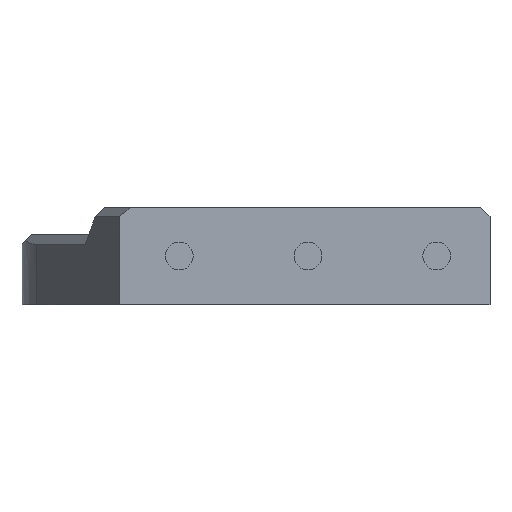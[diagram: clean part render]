
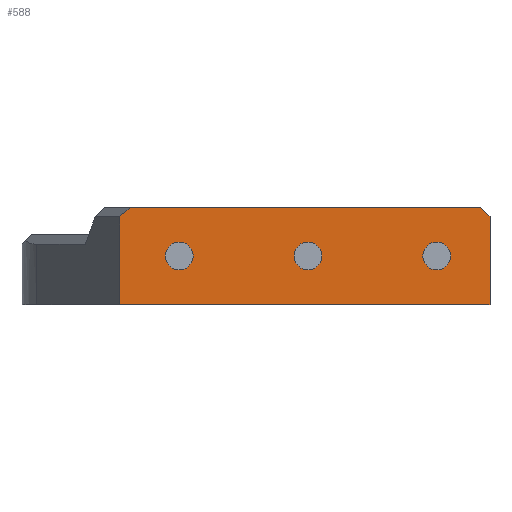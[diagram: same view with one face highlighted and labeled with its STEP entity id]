
A CAD part, front view. The second image highlights one B-rep face of the part: STEP entity #588.
In plain terms, the highlighted planar face has unit normal (0, -1, 0).
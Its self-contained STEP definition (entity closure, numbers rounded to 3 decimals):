
#3 = EDGE_CURVE ( 'NONE', #394, #866, #34, .T. ) ;
#13 = ORIENTED_EDGE ( 'NONE', *, *, #109, .T. ) ;
#14 = CARTESIAN_POINT ( 'NONE',  ( 23.813, 0., 10. ) ) ;
#33 = CARTESIAN_POINT ( 'NONE',  ( 19.36, 0., 5. ) ) ;
#34 = LINE ( 'NONE', #509, #646 ) ;
#44 = VERTEX_POINT ( 'NONE', #402 ) ;
#60 = ORIENTED_EDGE ( 'NONE', *, *, #1037, .F. ) ;
#83 = DIRECTION ( 'NONE',  ( 1., 0., 0. ) ) ;
#87 = DIRECTION ( 'NONE',  ( 0., 0., -1. ) ) ;
#109 = EDGE_CURVE ( 'NONE', #1106, #311, #631, .T. ) ;
#122 = VERTEX_POINT ( 'NONE', #1199 ) ;
#123 = VECTOR ( 'NONE', #87, 1000. ) ;
#129 = CARTESIAN_POINT ( 'NONE',  ( 28.287, 0., 0. ) ) ;
#157 = EDGE_CURVE ( 'NONE', #226, #1353, #615, .T. ) ;
#170 = EDGE_CURVE ( 'NONE', #866, #708, #432, .T. ) ;
#175 = VECTOR ( 'NONE', #1520, 1000. ) ;
#210 = FACE_BOUND ( 'NONE', #1398, .T. ) ;
#221 = CIRCLE ( 'NONE', #711, 1.425 ) ;
#226 = VERTEX_POINT ( 'NONE', #1447 ) ;
#244 = AXIS2_PLACEMENT_3D ( 'NONE', #33, #1443, #630 ) ;
#245 = CIRCLE ( 'NONE', #645, 1.425 ) ;
#257 = CARTESIAN_POINT ( 'NONE',  ( 28.287, 0., 10. ) ) ;
#289 = ORIENTED_EDGE ( 'NONE', *, *, #1200, .F. ) ;
#311 = VERTEX_POINT ( 'NONE', #14 ) ;
#314 = CARTESIAN_POINT ( 'NONE',  ( -13.089, 0., 9. ) ) ;
#320 = VECTOR ( 'NONE', #428, 1000. ) ;
#323 = VECTOR ( 'NONE', #838, 1000. ) ;
#326 = CARTESIAN_POINT ( 'NONE',  ( -7., 0., 5. ) ) ;
#327 = DIRECTION ( 'NONE',  ( 0., -1., 0. ) ) ;
#349 = CARTESIAN_POINT ( 'NONE',  ( 28.287, 0., 10. ) ) ;
#369 = CIRCLE ( 'NONE', #244, 1.425 ) ;
#379 = DIRECTION ( 'NONE',  ( 1., 0., 0. ) ) ;
#386 = LINE ( 'NONE', #257, #948 ) ;
#394 = VERTEX_POINT ( 'NONE', #916 ) ;
#402 = CARTESIAN_POINT ( 'NONE',  ( 24.813, 0., 0. ) ) ;
#427 = AXIS2_PLACEMENT_3D ( 'NONE', #326, #800, #1061 ) ;
#428 = DIRECTION ( 'NONE',  ( 0., 0., -1. ) ) ;
#432 = LINE ( 'NONE', #1034, #123 ) ;
#440 = CARTESIAN_POINT ( 'NONE',  ( -7., 0., 5. ) ) ;
#460 = FACE_BOUND ( 'NONE', #1283, .T. ) ;
#487 = ORIENTED_EDGE ( 'NONE', *, *, #170, .T. ) ;
#509 = CARTESIAN_POINT ( 'NONE',  ( -11.271, 0., 10.708 ) ) ;
#528 = EDGE_CURVE ( 'NONE', #1353, #226, #925, .T. ) ;
#535 = DIRECTION ( 'NONE',  ( 1., 0., 0. ) ) ;
#544 = LINE ( 'NONE', #1028, #320 ) ;
#566 = CARTESIAN_POINT ( 'NONE',  ( 4.755, 0., 5. ) ) ;
#572 = EDGE_CURVE ( 'NONE', #122, #899, #1265, .T. ) ;
#573 = ORIENTED_EDGE ( 'NONE', *, *, #861, .F. ) ;
#588 = ADVANCED_FACE ( 'NONE', ( #210, #460, #1168, #940 ), #1411, .F. ) ;
#599 = ORIENTED_EDGE ( 'NONE', *, *, #157, .F. ) ;
#615 = CIRCLE ( 'NONE', #1287, 1.425 ) ;
#630 = DIRECTION ( 'NONE',  ( 1., 0., 0. ) ) ;
#631 = LINE ( 'NONE', #1111, #323 ) ;
#640 = DIRECTION ( 'NONE',  ( 1., 0., 0. ) ) ;
#645 = AXIS2_PLACEMENT_3D ( 'NONE', #440, #327, #535 ) ;
#646 = VECTOR ( 'NONE', #987, 1000. ) ;
#686 = EDGE_CURVE ( 'NONE', #394, #311, #386, .T. ) ;
#702 = ORIENTED_EDGE ( 'NONE', *, *, #686, .F. ) ;
#708 = VERTEX_POINT ( 'NONE', #958 ) ;
#711 = AXIS2_PLACEMENT_3D ( 'NONE', #961, #937, #846 ) ;
#755 = CARTESIAN_POINT ( 'NONE',  ( -8.425, 0., 5. ) ) ;
#771 = ORIENTED_EDGE ( 'NONE', *, *, #3, .T. ) ;
#779 = AXIS2_PLACEMENT_3D ( 'NONE', #349, #826, #832 ) ;
#799 = ORIENTED_EDGE ( 'NONE', *, *, #528, .F. ) ;
#800 = DIRECTION ( 'NONE',  ( 0., -1., 0. ) ) ;
#811 = LINE ( 'NONE', #129, #175 ) ;
#826 = DIRECTION ( 'NONE',  ( 0., 1., 0. ) ) ;
#832 = DIRECTION ( 'NONE',  ( -1., 0., 0. ) ) ;
#838 = DIRECTION ( 'NONE',  ( -0.707, 0., 0.707 ) ) ;
#846 = DIRECTION ( 'NONE',  ( 1., 0., 0. ) ) ;
#861 = EDGE_CURVE ( 'NONE', #1106, #44, #544, .T. ) ;
#866 = VERTEX_POINT ( 'NONE', #314 ) ;
#887 = CARTESIAN_POINT ( 'NONE',  ( 24.813, 0., 9. ) ) ;
#899 = VERTEX_POINT ( 'NONE', #755 ) ;
#902 = CARTESIAN_POINT ( 'NONE',  ( 17.935, 0., 5. ) ) ;
#916 = CARTESIAN_POINT ( 'NONE',  ( -12.024, 0., 10. ) ) ;
#925 = CIRCLE ( 'NONE', #974, 1.425 ) ;
#937 = DIRECTION ( 'NONE',  ( 0., -1., 0. ) ) ;
#940 = FACE_OUTER_BOUND ( 'NONE', #1493, .T. ) ;
#948 = VECTOR ( 'NONE', #379, 1000. ) ;
#952 = CARTESIAN_POINT ( 'NONE',  ( 6.18, 0., 5. ) ) ;
#953 = ORIENTED_EDGE ( 'NONE', *, *, #1083, .F. ) ;
#958 = CARTESIAN_POINT ( 'NONE',  ( -13.089, 0., 0. ) ) ;
#961 = CARTESIAN_POINT ( 'NONE',  ( 19.36, 0., 5. ) ) ;
#974 = AXIS2_PLACEMENT_3D ( 'NONE', #952, #1405, #83 ) ;
#987 = DIRECTION ( 'NONE',  ( -0.729, 0., -0.685 ) ) ;
#1005 = EDGE_CURVE ( 'NONE', #708, #44, #811, .T. ) ;
#1028 = CARTESIAN_POINT ( 'NONE',  ( 24.813, 0., 10. ) ) ;
#1034 = CARTESIAN_POINT ( 'NONE',  ( -13.089, 0., 10. ) ) ;
#1037 = EDGE_CURVE ( 'NONE', #1167, #1235, #221, .T. ) ;
#1061 = DIRECTION ( 'NONE',  ( 1., 0., 0. ) ) ;
#1068 = ORIENTED_EDGE ( 'NONE', *, *, #1005, .T. ) ;
#1083 = EDGE_CURVE ( 'NONE', #1235, #1167, #369, .T. ) ;
#1090 = DIRECTION ( 'NONE',  ( 0., -1., 0. ) ) ;
#1106 = VERTEX_POINT ( 'NONE', #887 ) ;
#1111 = CARTESIAN_POINT ( 'NONE',  ( 23.813, 0., 10. ) ) ;
#1167 = VERTEX_POINT ( 'NONE', #1330 ) ;
#1168 = FACE_BOUND ( 'NONE', #1211, .T. ) ;
#1197 = CARTESIAN_POINT ( 'NONE',  ( 6.18, 0., 5. ) ) ;
#1199 = CARTESIAN_POINT ( 'NONE',  ( -5.575, 0., 5. ) ) ;
#1200 = EDGE_CURVE ( 'NONE', #899, #122, #245, .T. ) ;
#1211 = EDGE_LOOP ( 'NONE', ( #1236, #289 ) ) ;
#1235 = VERTEX_POINT ( 'NONE', #902 ) ;
#1236 = ORIENTED_EDGE ( 'NONE', *, *, #572, .F. ) ;
#1265 = CIRCLE ( 'NONE', #427, 1.425 ) ;
#1283 = EDGE_LOOP ( 'NONE', ( #60, #953 ) ) ;
#1287 = AXIS2_PLACEMENT_3D ( 'NONE', #1197, #1090, #640 ) ;
#1330 = CARTESIAN_POINT ( 'NONE',  ( 20.785, 0., 5. ) ) ;
#1353 = VERTEX_POINT ( 'NONE', #566 ) ;
#1398 = EDGE_LOOP ( 'NONE', ( #599, #799 ) ) ;
#1405 = DIRECTION ( 'NONE',  ( 0., -1., 0. ) ) ;
#1411 = PLANE ( 'NONE',  #779 ) ;
#1443 = DIRECTION ( 'NONE',  ( 0., -1., 0. ) ) ;
#1447 = CARTESIAN_POINT ( 'NONE',  ( 7.605, 0., 5. ) ) ;
#1493 = EDGE_LOOP ( 'NONE', ( #702, #771, #487, #1068, #573, #13 ) ) ;
#1520 = DIRECTION ( 'NONE',  ( 1., 0., 0. ) ) ;
